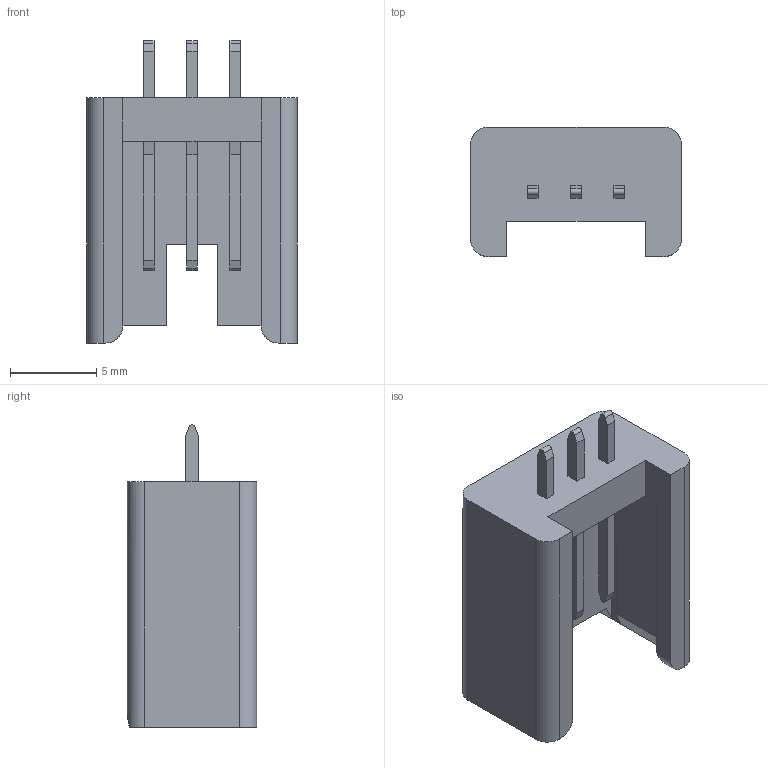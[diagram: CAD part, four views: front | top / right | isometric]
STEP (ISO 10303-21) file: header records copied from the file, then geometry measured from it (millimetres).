
FILE_DESCRIPTION(('OneSpaceDesigner STEP Export'),'2;1');
FILE_NAME('2,5_MSF_O_03.stp','2005-12-12T14:38:13',('oleg_svencickij'),('LumbergConnect_GmbH'),'OneSpace Designer STEP processor for AP214 (Solid Model)','OneSpace Designer 13.20 11-May-2005 (C) CoCreate Software GmbH','');
FILE_SCHEMA(('AUTOMOTIVE_DESIGN { 1 0 10303 214 1 1 1 1 }'));
Length unit declared in the file: millimetre
Products named in the file (1): 2.5_MSF_O_03
Bounding box: 12.2 x 7.5 x 17.5 mm (x, y, z)
Volume: 492.7 mm3; surface area: 941.7 mm2
Topology: 1 solids, 1 shells, 86 faces, 228 edges, 150 vertices
Faces by surface type: plane 74, cylinder 12
Entity records: 3183 total; most frequent: ORIENTED_EDGE 456, CARTESIAN_POINT 450, DIRECTION 404, EDGE_CURVE 228, VECTOR 196, LINE 196, VERTEX_POINT 150, AXIS2_PLACEMENT_3D 104
